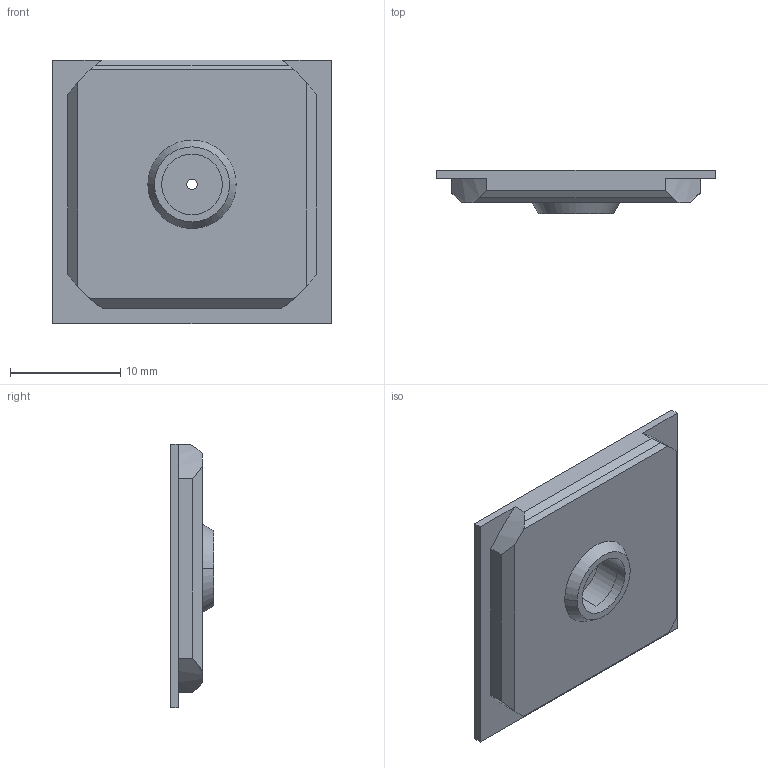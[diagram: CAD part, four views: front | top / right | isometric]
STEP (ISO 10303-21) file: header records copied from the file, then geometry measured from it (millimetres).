
FILE_DESCRIPTION((''),'2;1');
FILE_NAME('3D_ASSEM_1_32ND_CO2RR','2022-02-24T09:38:29',('giand'),(''),'CREO PARAMETRIC BY PTC INC, 2021063','CREO PARAMETRIC BY PTC INC, 2021063','');
FILE_SCHEMA(('CONFIG_CONTROL_DESIGN'));
Length unit declared in the file: millimetre
Products named in the file (1): 3D_ASSEM_1_32ND_CO2RR
Bounding box: 25.25 x 3.9 x 23.88 mm (x, y, z)
Volume: 1432.9 mm3; surface area: 1491.1 mm2
Topology: 1 solids, 1 shells, 27 faces, 73 edges, 50 vertices
Faces by surface type: plane 17, cylinder 8, cone 2
Entity records: 913 total; most frequent: CARTESIAN_POINT 180, ORIENTED_EDGE 146, DIRECTION 139, EDGE_CURVE 73, VERTEX_POINT 50, AXIS2_PLACEMENT_3D 49, VECTOR 41, LINE 41
